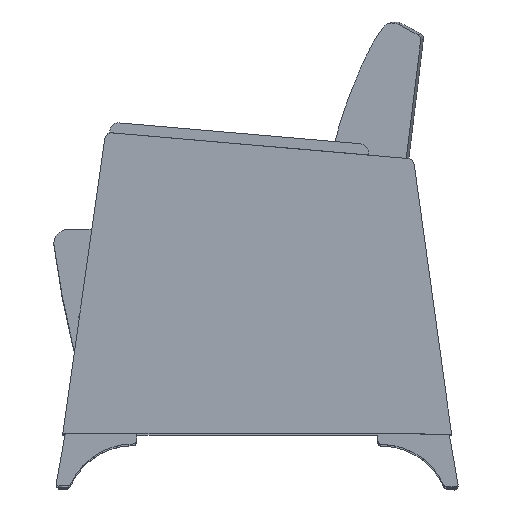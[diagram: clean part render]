
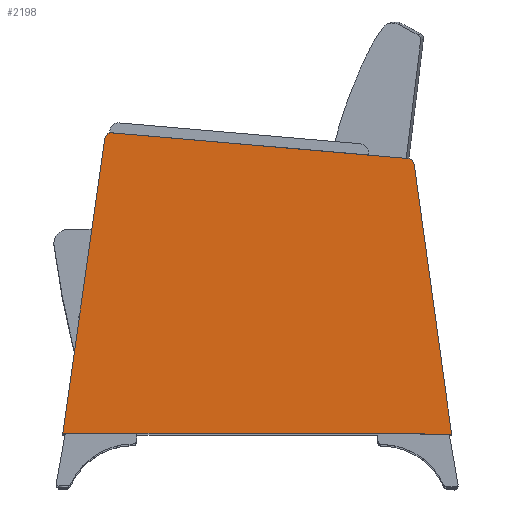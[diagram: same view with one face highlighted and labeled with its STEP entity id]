
A CAD part, top view. The second image highlights one B-rep face of the part: STEP entity #2198.
In plain terms, the highlighted planar face has unit normal (0, 0, 1).
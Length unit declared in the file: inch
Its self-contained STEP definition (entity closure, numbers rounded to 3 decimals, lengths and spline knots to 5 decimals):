
#257=PLANE('',#2400);
#306=FACE_OUTER_BOUND('',#449,.T.);
#449=EDGE_LOOP('',(#1533,#1534,#1535,#1536,#1537,#1538));
#619=LINE('',#3348,#743);
#622=LINE('',#3353,#746);
#623=LINE('',#3358,#747);
#624=LINE('',#3359,#748);
#743=VECTOR('',#2683,0.3937);
#746=VECTOR('',#2688,0.3937);
#747=VECTOR('',#2693,0.3937);
#748=VECTOR('',#2694,0.3937);
#861=CIRCLE('',#2394,0.5);
#864=CIRCLE('',#2401,0.5);
#980=VERTEX_POINT('',#3328);
#981=VERTEX_POINT('',#3329);
#988=VERTEX_POINT('',#3347);
#989=VERTEX_POINT('',#3351);
#990=VERTEX_POINT('',#3355);
#991=VERTEX_POINT('',#3357);
#1194=EDGE_CURVE('',#980,#981,#861,.T.);
#1203=EDGE_CURVE('',#981,#988,#619,.T.);
#1206=EDGE_CURVE('',#980,#989,#622,.T.);
#1207=EDGE_CURVE('',#990,#989,#864,.T.);
#1208=EDGE_CURVE('',#991,#990,#623,.T.);
#1209=EDGE_CURVE('',#988,#991,#624,.T.);
#1533=ORIENTED_EDGE('',*,*,#1194,.F.);
#1534=ORIENTED_EDGE('',*,*,#1206,.T.);
#1535=ORIENTED_EDGE('',*,*,#1207,.F.);
#1536=ORIENTED_EDGE('',*,*,#1208,.F.);
#1537=ORIENTED_EDGE('',*,*,#1209,.F.);
#1538=ORIENTED_EDGE('',*,*,#1203,.F.);
#2198=ADVANCED_FACE('',(#306),#257,.T.);
#2394=AXIS2_PLACEMENT_3D('',#3330,#2667,#2668);
#2400=AXIS2_PLACEMENT_3D('',#3354,#2689,#2690);
#2401=AXIS2_PLACEMENT_3D('',#3356,#2691,#2692);
#2667=DIRECTION('center_axis',(0.,0.,-1.));
#2668=DIRECTION('ref_axis',(0.687,0.726,0.));
#2683=DIRECTION('',(0.139,-0.99,0.));
#2688=DIRECTION('',(-0.996,0.084,0.));
#2689=DIRECTION('center_axis',(0.,0.,1.));
#2690=DIRECTION('ref_axis',(1.,0.,0.));
#2691=DIRECTION('center_axis',(0.,0.,-1.));
#2692=DIRECTION('ref_axis',(-0.656,0.755,0.));
#2693=DIRECTION('',(0.139,0.99,0.));
#2694=DIRECTION('',(-1.,0.,0.));
#3328=CARTESIAN_POINT('',(9.12104,20.07558,2.75));
#3329=CARTESIAN_POINT('',(9.57405,19.64695,2.75));
#3330=CARTESIAN_POINT('Origin',(9.07891,19.57736,2.75));
#3347=CARTESIAN_POINT('',(12.28079,0.38751,2.75));
#3348=CARTESIAN_POINT('',(9.25916,21.88751,2.75));
#3351=CARTESIAN_POINT('',(-12.15771,21.87479,2.75));
#3353=CARTESIAN_POINT('',(-6.44152,21.39147,2.75));
#3354=CARTESIAN_POINT('Origin',(-1.61059,10.43854,2.75));
#3355=CARTESIAN_POINT('',(-12.54082,21.45709,2.75));
#3356=CARTESIAN_POINT('Origin',(-12.04569,21.38751,2.75));
#3357=CARTESIAN_POINT('',(-15.50196,0.38751,2.75));
#3358=CARTESIAN_POINT('',(-15.50196,0.38751,2.75));
#3359=CARTESIAN_POINT('',(12.28079,0.38751,2.75));
